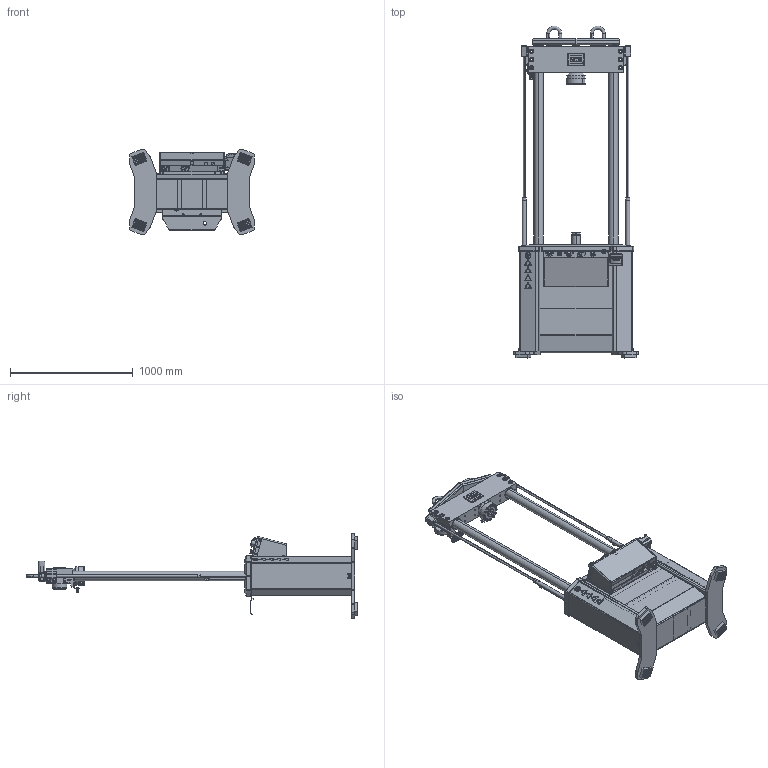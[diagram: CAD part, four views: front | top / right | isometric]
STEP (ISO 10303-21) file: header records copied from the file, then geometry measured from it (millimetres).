
FILE_DESCRIPTION (( 'STEP AP203' ), '1' );
FILE_NAME ('37025.STEP', '2024-11-15T18:37:59', ( '' ), ( '' ), 'SwSTEP 2.0', 'SolidWorks 2023', '' );
FILE_SCHEMA (( 'CONFIG_CONTROL_DESIGN' ));
Length unit declared in the file: inch
Products named in the file (1): 37025
Bounding box: 1017.34 x 2704.41 x 697.78 mm (x, y, z)
Surface area: 8861883.8 mm2 (no closed solid volume)
Topology: 0 solids, 437 shells, 2170 faces, 9319 edges, 7377 vertices
Faces by surface type: plane 1041, cylinder 699, cone 168, torus 121, bspline 92, sphere 49
Entity records: 111968 total; most frequent: CARTESIAN_POINT 37430, DIRECTION 15462, ORIENTED_EDGE 12418, EDGE_CURVE 9297, VERTEX_POINT 7374, LINE 5180, VECTOR 5180, AXIS2_PLACEMENT_3D 5141
